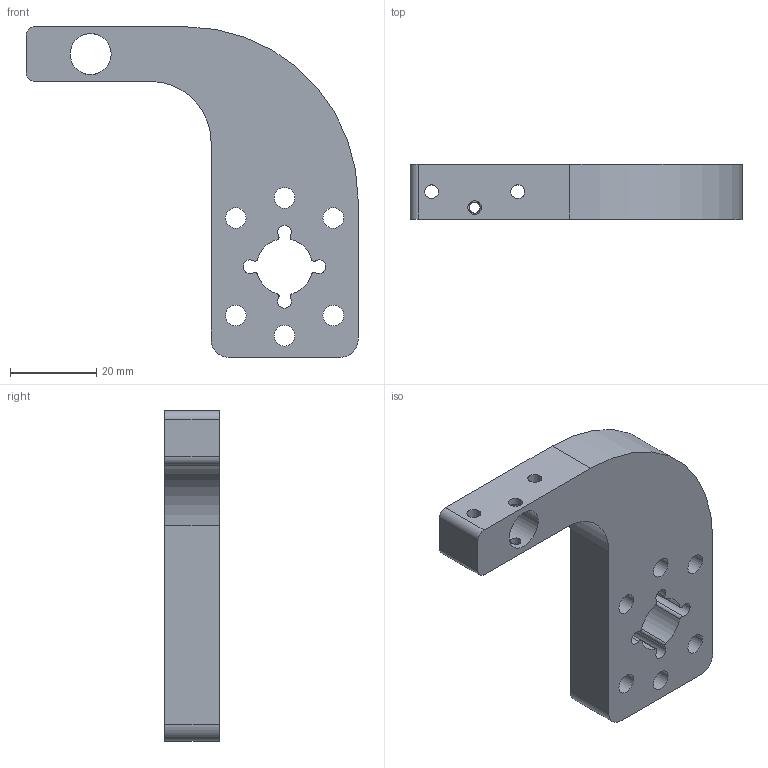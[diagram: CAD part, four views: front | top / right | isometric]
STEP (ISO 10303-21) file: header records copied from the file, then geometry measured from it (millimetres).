
FILE_DESCRIPTION(/* description */ (''),/* implementation_level */ '2;1');
FILE_NAME(/* name */ 'Lower_Magneham_Alu_3.stp',/* time_stamp */ '2020-11-25T14:54:53-08:00',/* author */ (''),/* organization */ (''),/* preprocessor_version */ 'ST-DEVELOPER v18.1',/* originating_system */ 'Autodesk Translation Framework v9.3.0.1241',/* authorisation */ '');
FILE_SCHEMA (('AUTOMOTIVE_DESIGN { 1 0 10303 214 3 1 1 }'));
Length unit declared in the file: millimetre
Products named in the file (1): STP:Z/Lower_Magneham_Alu_3
Bounding box: 77.05 x 12.7 x 76.7 mm (x, y, z)
Volume: 31582.7 mm3; surface area: 11111.5 mm2
Topology: 1 solids, 1 shells, 41 faces, 119 edges, 80 vertices
Faces by surface type: cylinder 33, plane 8
Full cylindrical faces by diameter (mm): 2.529 x1, 3.2 x3, 4.8 x6, 9.525 x1
Entity records: 1534 total; most frequent: CARTESIAN_POINT 309, DIRECTION 263, ORIENTED_EDGE 238, EDGE_CURVE 119, AXIS2_PLACEMENT_3D 106, VERTEX_POINT 80, EDGE_LOOP 65, CIRCLE 64
